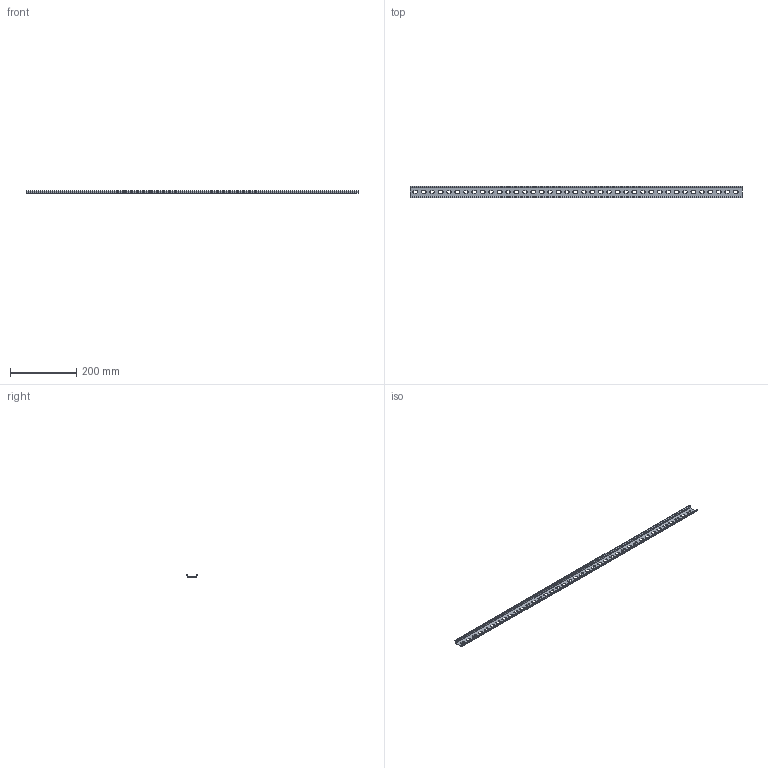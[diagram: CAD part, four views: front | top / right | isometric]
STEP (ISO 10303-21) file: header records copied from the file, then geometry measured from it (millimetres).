
FILE_DESCRIPTION((''),'2;1');
FILE_NAME('1937_3DFILE_ASM','2024-08-12T13:00:28',('klemen.sitar'),('Audax d.o.o.'),'CREO PARAMETRIC BY PTC INC, 2021304','CREO PARAMETRIC BY PTC INC, 2021304','');
FILE_SCHEMA(('AP242_MANAGED_MODEL_BASED_3D_ENGINEERING_MIM_LF { 1 0 10303 442 1 1 4 }'));
Length unit declared in the file: millimetre
Products named in the file (2): 1937_3DFILE; 1937_3DFILE_ASM
Assembly tree (1 placements, depth 2):
  1937_3DFILE_ASM
    1937_3DFILE
Bounding box: 1000 x 35 x 7.98 mm (x, y, z)
Volume: 42977.2 mm3; surface area: 90291.5 mm2
Topology: 1 solids, 1 shells, 179 faces, 570 edges, 393 vertices
Faces by surface type: plane 92, cylinder 87
Entity records: 9747 total; most frequent: CARTESIAN_POINT 1150, DIRECTION 1149, ORIENTED_EDGE 1140, PRESENTATION_STYLE_ASSIGNMENT 752, STYLED_ITEM 752, CURVE_STYLE 572, EDGE_CURVE 570, AXIS2_PLACEMENT_3D 396
